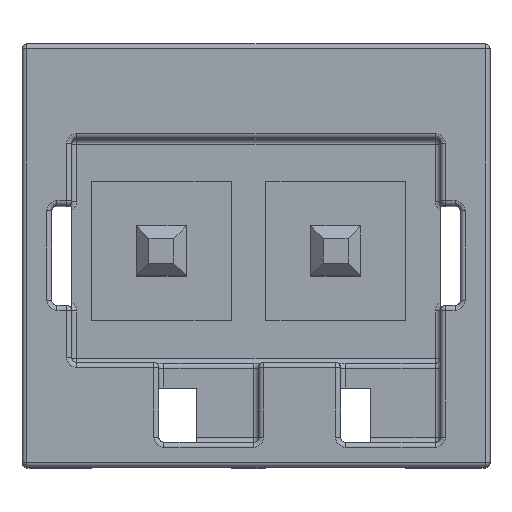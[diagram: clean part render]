
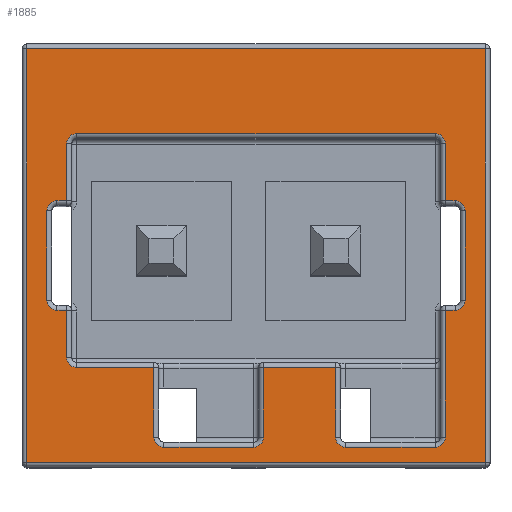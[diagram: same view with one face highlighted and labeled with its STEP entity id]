
A CAD part, top view. The second image highlights one B-rep face of the part: STEP entity #1885.
In plain terms, the highlighted planar face has unit normal (0, 0, 1).
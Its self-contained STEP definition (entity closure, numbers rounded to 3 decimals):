
#698 = VERTEX_POINT('',#699);
#699 = CARTESIAN_POINT('',(-2.7,-4.25,10.3));
#706 = EDGE_CURVE('',#698,#707,#709,.T.);
#707 = VERTEX_POINT('',#708);
#708 = CARTESIAN_POINT('',(6.5,-4.25,10.3));
#709 = LINE('',#710,#711);
#710 = CARTESIAN_POINT('',(-2.8,-4.25,10.3));
#711 = VECTOR('',#712,1.);
#712 = DIRECTION('',(1.,0.,0.));
#1885 = ADVANCED_FACE('',(#1886,#1911),#2156,.T.);
#1886 = FACE_BOUND('',#1887,.T.);
#1887 = EDGE_LOOP('',(#1888,#1889,#1897,#1905));
#1888 = ORIENTED_EDGE('',*,*,#706,.T.);
#1889 = ORIENTED_EDGE('',*,*,#1890,.T.);
#1890 = EDGE_CURVE('',#707,#1891,#1893,.T.);
#1891 = VERTEX_POINT('',#1892);
#1892 = CARTESIAN_POINT('',(6.5,4.05,10.3));
#1893 = LINE('',#1894,#1895);
#1894 = CARTESIAN_POINT('',(6.5,-4.35,10.3));
#1895 = VECTOR('',#1896,1.);
#1896 = DIRECTION('',(0.,1.,0.));
#1897 = ORIENTED_EDGE('',*,*,#1898,.T.);
#1898 = EDGE_CURVE('',#1891,#1899,#1901,.T.);
#1899 = VERTEX_POINT('',#1900);
#1900 = CARTESIAN_POINT('',(-2.7,4.05,10.3));
#1901 = LINE('',#1902,#1903);
#1902 = CARTESIAN_POINT('',(6.6,4.05,10.3));
#1903 = VECTOR('',#1904,1.);
#1904 = DIRECTION('',(-1.,0.,0.));
#1905 = ORIENTED_EDGE('',*,*,#1906,.T.);
#1906 = EDGE_CURVE('',#1899,#698,#1907,.T.);
#1907 = LINE('',#1908,#1909);
#1908 = CARTESIAN_POINT('',(-2.7,4.15,10.3));
#1909 = VECTOR('',#1910,1.);
#1910 = DIRECTION('',(0.,-1.,0.));
#1911 = FACE_BOUND('',#1912,.T.);
#1912 = EDGE_LOOP('',(#1913,#1923,#1931,#1939,#1948,#1956,#1965,#1973,
#1981,#1990,#1998,#2006,#2015,#2023,#2032,#2040,#2048,#2057,#2065,
#2074,#2082,#2090,#2099,#2107,#2116,#2124,#2132,#2141,#2149));
#1913 = ORIENTED_EDGE('',*,*,#1914,.T.);
#1914 = EDGE_CURVE('',#1915,#1917,#1919,.T.);
#1915 = VERTEX_POINT('',#1916);
#1916 = CARTESIAN_POINT('',(3.5,-3.75,10.3));
#1917 = VERTEX_POINT('',#1918);
#1918 = CARTESIAN_POINT('',(3.5,-2.35,10.3));
#1919 = LINE('',#1920,#1921);
#1920 = CARTESIAN_POINT('',(3.5,-3.85,10.3));
#1921 = VECTOR('',#1922,1.);
#1922 = DIRECTION('',(0.,1.,0.));
#1923 = ORIENTED_EDGE('',*,*,#1924,.T.);
#1924 = EDGE_CURVE('',#1917,#1925,#1927,.T.);
#1925 = VERTEX_POINT('',#1926);
#1926 = CARTESIAN_POINT('',(2.05,-2.35,10.3));
#1927 = LINE('',#1928,#1929);
#1928 = CARTESIAN_POINT('',(3.6,-2.35,10.3));
#1929 = VECTOR('',#1930,1.);
#1930 = DIRECTION('',(-1.,0.,0.));
#1931 = ORIENTED_EDGE('',*,*,#1932,.T.);
#1932 = EDGE_CURVE('',#1925,#1933,#1935,.T.);
#1933 = VERTEX_POINT('',#1934);
#1934 = CARTESIAN_POINT('',(2.05,-3.75,10.3));
#1935 = LINE('',#1936,#1937);
#1936 = CARTESIAN_POINT('',(2.05,-2.25,10.3));
#1937 = VECTOR('',#1938,1.);
#1938 = DIRECTION('',(0.,-1.,0.));
#1939 = ORIENTED_EDGE('',*,*,#1940,.F.);
#1940 = EDGE_CURVE('',#1941,#1933,#1943,.T.);
#1941 = VERTEX_POINT('',#1942);
#1942 = CARTESIAN_POINT('',(1.85,-3.95,10.3));
#1943 = CIRCLE('',#1944,0.2);
#1944 = AXIS2_PLACEMENT_3D('',#1945,#1946,#1947);
#1945 = CARTESIAN_POINT('',(1.85,-3.75,10.3));
#1946 = DIRECTION('',(-0.,0.,1.));
#1947 = DIRECTION('',(0.,-1.,0.));
#1948 = ORIENTED_EDGE('',*,*,#1949,.T.);
#1949 = EDGE_CURVE('',#1941,#1950,#1952,.T.);
#1950 = VERTEX_POINT('',#1951);
#1951 = CARTESIAN_POINT('',(0.05,-3.95,10.3));
#1952 = LINE('',#1953,#1954);
#1953 = CARTESIAN_POINT('',(1.95,-3.95,10.3));
#1954 = VECTOR('',#1955,1.);
#1955 = DIRECTION('',(-1.,0.,0.));
#1956 = ORIENTED_EDGE('',*,*,#1957,.F.);
#1957 = EDGE_CURVE('',#1958,#1950,#1960,.T.);
#1958 = VERTEX_POINT('',#1959);
#1959 = CARTESIAN_POINT('',(-0.15,-3.75,10.3));
#1960 = CIRCLE('',#1961,0.2);
#1961 = AXIS2_PLACEMENT_3D('',#1962,#1963,#1964);
#1962 = CARTESIAN_POINT('',(0.05,-3.75,10.3));
#1963 = DIRECTION('',(0.,0.,1.));
#1964 = DIRECTION('',(-1.,0.,0.));
#1965 = ORIENTED_EDGE('',*,*,#1966,.T.);
#1966 = EDGE_CURVE('',#1958,#1967,#1969,.T.);
#1967 = VERTEX_POINT('',#1968);
#1968 = CARTESIAN_POINT('',(-0.15,-2.35,10.3));
#1969 = LINE('',#1970,#1971);
#1970 = CARTESIAN_POINT('',(-0.15,-3.85,10.3));
#1971 = VECTOR('',#1972,1.);
#1972 = DIRECTION('',(0.,1.,0.));
#1973 = ORIENTED_EDGE('',*,*,#1974,.T.);
#1974 = EDGE_CURVE('',#1967,#1975,#1977,.T.);
#1975 = VERTEX_POINT('',#1976);
#1976 = CARTESIAN_POINT('',(-1.7,-2.35,10.3));
#1977 = LINE('',#1978,#1979);
#1978 = CARTESIAN_POINT('',(-0.05,-2.35,10.3));
#1979 = VECTOR('',#1980,1.);
#1980 = DIRECTION('',(-1.,0.,0.));
#1981 = ORIENTED_EDGE('',*,*,#1982,.F.);
#1982 = EDGE_CURVE('',#1983,#1975,#1985,.T.);
#1983 = VERTEX_POINT('',#1984);
#1984 = CARTESIAN_POINT('',(-1.9,-2.15,10.3));
#1985 = CIRCLE('',#1986,0.2);
#1986 = AXIS2_PLACEMENT_3D('',#1987,#1988,#1989);
#1987 = CARTESIAN_POINT('',(-1.7,-2.15,10.3));
#1988 = DIRECTION('',(0.,0.,1.));
#1989 = DIRECTION('',(-1.,0.,0.));
#1990 = ORIENTED_EDGE('',*,*,#1991,.T.);
#1991 = EDGE_CURVE('',#1983,#1992,#1994,.T.);
#1992 = VERTEX_POINT('',#1993);
#1993 = CARTESIAN_POINT('',(-1.9,-1.2,10.3));
#1994 = LINE('',#1995,#1996);
#1995 = CARTESIAN_POINT('',(-1.9,-2.25,10.3));
#1996 = VECTOR('',#1997,1.);
#1997 = DIRECTION('',(0.,1.,0.));
#1998 = ORIENTED_EDGE('',*,*,#1999,.T.);
#1999 = EDGE_CURVE('',#1992,#2000,#2002,.T.);
#2000 = VERTEX_POINT('',#2001);
#2001 = CARTESIAN_POINT('',(-2.1,-1.2,10.3));
#2002 = LINE('',#2003,#2004);
#2003 = CARTESIAN_POINT('',(-1.8,-1.2,10.3));
#2004 = VECTOR('',#2005,1.);
#2005 = DIRECTION('',(-1.,0.,0.));
#2006 = ORIENTED_EDGE('',*,*,#2007,.F.);
#2007 = EDGE_CURVE('',#2008,#2000,#2010,.T.);
#2008 = VERTEX_POINT('',#2009);
#2009 = CARTESIAN_POINT('',(-2.3,-1.,10.3));
#2010 = CIRCLE('',#2011,0.2);
#2011 = AXIS2_PLACEMENT_3D('',#2012,#2013,#2014);
#2012 = CARTESIAN_POINT('',(-2.1,-1.,10.3));
#2013 = DIRECTION('',(0.,0.,1.));
#2014 = DIRECTION('',(-1.,0.,0.));
#2015 = ORIENTED_EDGE('',*,*,#2016,.T.);
#2016 = EDGE_CURVE('',#2008,#2017,#2019,.T.);
#2017 = VERTEX_POINT('',#2018);
#2018 = CARTESIAN_POINT('',(-2.3,0.8,10.3));
#2019 = LINE('',#2020,#2021);
#2020 = CARTESIAN_POINT('',(-2.3,-1.1,10.3));
#2021 = VECTOR('',#2022,1.);
#2022 = DIRECTION('',(0.,1.,0.));
#2023 = ORIENTED_EDGE('',*,*,#2024,.F.);
#2024 = EDGE_CURVE('',#2025,#2017,#2027,.T.);
#2025 = VERTEX_POINT('',#2026);
#2026 = CARTESIAN_POINT('',(-2.1,1.,10.3));
#2027 = CIRCLE('',#2028,0.2);
#2028 = AXIS2_PLACEMENT_3D('',#2029,#2030,#2031);
#2029 = CARTESIAN_POINT('',(-2.1,0.8,10.3));
#2030 = DIRECTION('',(0.,-0.,1.));
#2031 = DIRECTION('',(0.,1.,0.));
#2032 = ORIENTED_EDGE('',*,*,#2033,.T.);
#2033 = EDGE_CURVE('',#2025,#2034,#2036,.T.);
#2034 = VERTEX_POINT('',#2035);
#2035 = CARTESIAN_POINT('',(-1.9,1.,10.3));
#2036 = LINE('',#2037,#2038);
#2037 = CARTESIAN_POINT('',(-2.2,1.,10.3));
#2038 = VECTOR('',#2039,1.);
#2039 = DIRECTION('',(1.,0.,0.));
#2040 = ORIENTED_EDGE('',*,*,#2041,.T.);
#2041 = EDGE_CURVE('',#2034,#2042,#2044,.T.);
#2042 = VERTEX_POINT('',#2043);
#2043 = CARTESIAN_POINT('',(-1.9,2.15,10.3));
#2044 = LINE('',#2045,#2046);
#2045 = CARTESIAN_POINT('',(-1.9,0.9,10.3));
#2046 = VECTOR('',#2047,1.);
#2047 = DIRECTION('',(0.,1.,0.));
#2048 = ORIENTED_EDGE('',*,*,#2049,.F.);
#2049 = EDGE_CURVE('',#2050,#2042,#2052,.T.);
#2050 = VERTEX_POINT('',#2051);
#2051 = CARTESIAN_POINT('',(-1.7,2.35,10.3));
#2052 = CIRCLE('',#2053,0.2);
#2053 = AXIS2_PLACEMENT_3D('',#2054,#2055,#2056);
#2054 = CARTESIAN_POINT('',(-1.7,2.15,10.3));
#2055 = DIRECTION('',(0.,-0.,1.));
#2056 = DIRECTION('',(0.,1.,0.));
#2057 = ORIENTED_EDGE('',*,*,#2058,.T.);
#2058 = EDGE_CURVE('',#2050,#2059,#2061,.T.);
#2059 = VERTEX_POINT('',#2060);
#2060 = CARTESIAN_POINT('',(5.5,2.35,10.3));
#2061 = LINE('',#2062,#2063);
#2062 = CARTESIAN_POINT('',(-1.8,2.35,10.3));
#2063 = VECTOR('',#2064,1.);
#2064 = DIRECTION('',(1.,0.,0.));
#2065 = ORIENTED_EDGE('',*,*,#2066,.F.);
#2066 = EDGE_CURVE('',#2067,#2059,#2069,.T.);
#2067 = VERTEX_POINT('',#2068);
#2068 = CARTESIAN_POINT('',(5.7,2.15,10.3));
#2069 = CIRCLE('',#2070,0.2);
#2070 = AXIS2_PLACEMENT_3D('',#2071,#2072,#2073);
#2071 = CARTESIAN_POINT('',(5.5,2.15,10.3));
#2072 = DIRECTION('',(0.,0.,1.));
#2073 = DIRECTION('',(1.,0.,0.));
#2074 = ORIENTED_EDGE('',*,*,#2075,.F.);
#2075 = EDGE_CURVE('',#2076,#2067,#2078,.T.);
#2076 = VERTEX_POINT('',#2077);
#2077 = CARTESIAN_POINT('',(5.7,1.,10.3));
#2078 = LINE('',#2079,#2080);
#2079 = CARTESIAN_POINT('',(5.7,0.9,10.3));
#2080 = VECTOR('',#2081,1.);
#2081 = DIRECTION('',(0.,1.,0.));
#2082 = ORIENTED_EDGE('',*,*,#2083,.T.);
#2083 = EDGE_CURVE('',#2076,#2084,#2086,.T.);
#2084 = VERTEX_POINT('',#2085);
#2085 = CARTESIAN_POINT('',(5.9,1.,10.3));
#2086 = LINE('',#2087,#2088);
#2087 = CARTESIAN_POINT('',(5.6,1.,10.3));
#2088 = VECTOR('',#2089,1.);
#2089 = DIRECTION('',(1.,0.,0.));
#2090 = ORIENTED_EDGE('',*,*,#2091,.F.);
#2091 = EDGE_CURVE('',#2092,#2084,#2094,.T.);
#2092 = VERTEX_POINT('',#2093);
#2093 = CARTESIAN_POINT('',(6.1,0.8,10.3));
#2094 = CIRCLE('',#2095,0.2);
#2095 = AXIS2_PLACEMENT_3D('',#2096,#2097,#2098);
#2096 = CARTESIAN_POINT('',(5.9,0.8,10.3));
#2097 = DIRECTION('',(0.,0.,1.));
#2098 = DIRECTION('',(1.,0.,0.));
#2099 = ORIENTED_EDGE('',*,*,#2100,.T.);
#2100 = EDGE_CURVE('',#2092,#2101,#2103,.T.);
#2101 = VERTEX_POINT('',#2102);
#2102 = CARTESIAN_POINT('',(6.1,-1.,10.3));
#2103 = LINE('',#2104,#2105);
#2104 = CARTESIAN_POINT('',(6.1,0.9,10.3));
#2105 = VECTOR('',#2106,1.);
#2106 = DIRECTION('',(0.,-1.,0.));
#2107 = ORIENTED_EDGE('',*,*,#2108,.F.);
#2108 = EDGE_CURVE('',#2109,#2101,#2111,.T.);
#2109 = VERTEX_POINT('',#2110);
#2110 = CARTESIAN_POINT('',(5.9,-1.2,10.3));
#2111 = CIRCLE('',#2112,0.2);
#2112 = AXIS2_PLACEMENT_3D('',#2113,#2114,#2115);
#2113 = CARTESIAN_POINT('',(5.9,-1.,10.3));
#2114 = DIRECTION('',(-0.,0.,1.));
#2115 = DIRECTION('',(0.,-1.,0.));
#2116 = ORIENTED_EDGE('',*,*,#2117,.T.);
#2117 = EDGE_CURVE('',#2109,#2118,#2120,.T.);
#2118 = VERTEX_POINT('',#2119);
#2119 = CARTESIAN_POINT('',(5.7,-1.2,10.3));
#2120 = LINE('',#2121,#2122);
#2121 = CARTESIAN_POINT('',(6.,-1.2,10.3));
#2122 = VECTOR('',#2123,1.);
#2123 = DIRECTION('',(-1.,0.,0.));
#2124 = ORIENTED_EDGE('',*,*,#2125,.F.);
#2125 = EDGE_CURVE('',#2126,#2118,#2128,.T.);
#2126 = VERTEX_POINT('',#2127);
#2127 = CARTESIAN_POINT('',(5.7,-3.75,10.3));
#2128 = LINE('',#2129,#2130);
#2129 = CARTESIAN_POINT('',(5.7,-3.85,10.3));
#2130 = VECTOR('',#2131,1.);
#2131 = DIRECTION('',(0.,1.,0.));
#2132 = ORIENTED_EDGE('',*,*,#2133,.F.);
#2133 = EDGE_CURVE('',#2134,#2126,#2136,.T.);
#2134 = VERTEX_POINT('',#2135);
#2135 = CARTESIAN_POINT('',(5.5,-3.95,10.3));
#2136 = CIRCLE('',#2137,0.2);
#2137 = AXIS2_PLACEMENT_3D('',#2138,#2139,#2140);
#2138 = CARTESIAN_POINT('',(5.5,-3.75,10.3));
#2139 = DIRECTION('',(-0.,0.,1.));
#2140 = DIRECTION('',(0.,-1.,0.));
#2141 = ORIENTED_EDGE('',*,*,#2142,.T.);
#2142 = EDGE_CURVE('',#2134,#2143,#2145,.T.);
#2143 = VERTEX_POINT('',#2144);
#2144 = CARTESIAN_POINT('',(3.7,-3.95,10.3));
#2145 = LINE('',#2146,#2147);
#2146 = CARTESIAN_POINT('',(5.6,-3.95,10.3));
#2147 = VECTOR('',#2148,1.);
#2148 = DIRECTION('',(-1.,0.,0.));
#2149 = ORIENTED_EDGE('',*,*,#2150,.F.);
#2150 = EDGE_CURVE('',#1915,#2143,#2151,.T.);
#2151 = CIRCLE('',#2152,0.2);
#2152 = AXIS2_PLACEMENT_3D('',#2153,#2154,#2155);
#2153 = CARTESIAN_POINT('',(3.7,-3.75,10.3));
#2154 = DIRECTION('',(0.,0.,1.));
#2155 = DIRECTION('',(-1.,0.,0.));
#2156 = PLANE('',#2157);
#2157 = AXIS2_PLACEMENT_3D('',#2158,#2159,#2160);
#2158 = CARTESIAN_POINT('',(1.9,-0.1,10.3));
#2159 = DIRECTION('',(0.,0.,1.));
#2160 = DIRECTION('',(1.,0.,0.));
